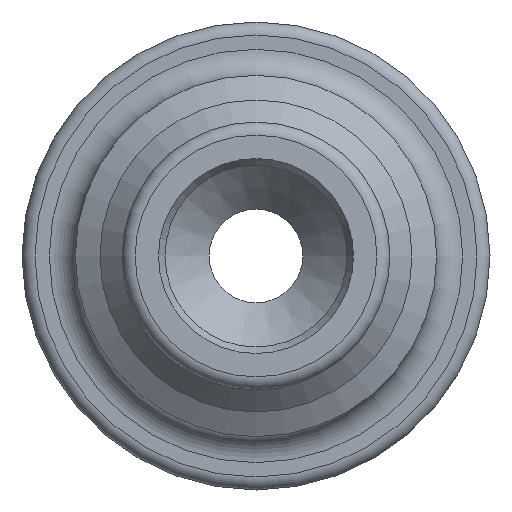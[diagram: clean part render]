
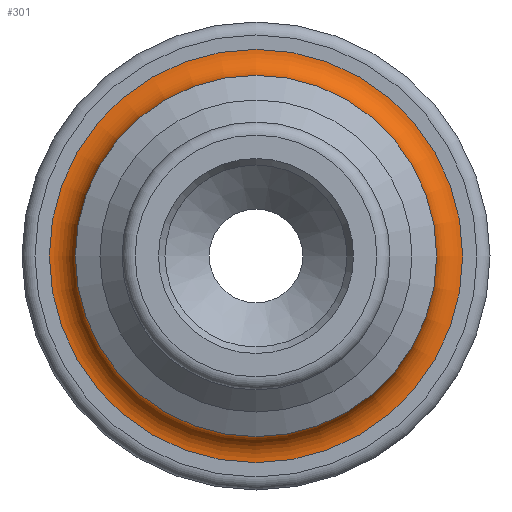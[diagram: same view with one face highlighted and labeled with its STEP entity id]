
A CAD part, left-side view. The second image highlights one B-rep face of the part: STEP entity #301.
In plain terms, the highlighted toroidal (fillet/blend) face has major radius 7.95 mm and minor radius 1 mm.
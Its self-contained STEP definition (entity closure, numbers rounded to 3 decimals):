
#21=TOROIDAL_SURFACE('',#338,7.95,1.);
#42=FACE_BOUND('',#105,.T.);
#70=FACE_OUTER_BOUND('',#104,.T.);
#104=EDGE_LOOP('',(#244));
#105=EDGE_LOOP('',(#245));
#154=CIRCLE('',#337,6.95);
#155=CIRCLE('',#339,7.95);
#182=VERTEX_POINT('',#514);
#183=VERTEX_POINT('',#517);
#210=EDGE_CURVE('',#182,#182,#154,.T.);
#211=EDGE_CURVE('',#183,#183,#155,.T.);
#244=ORIENTED_EDGE('',*,*,#210,.T.);
#245=ORIENTED_EDGE('',*,*,#211,.F.);
#301=ADVANCED_FACE('',(#70,#42),#21,.F.);
#337=AXIS2_PLACEMENT_3D('',#515,#407,#408);
#338=AXIS2_PLACEMENT_3D('',#516,#409,#410);
#339=AXIS2_PLACEMENT_3D('',#518,#411,#412);
#407=DIRECTION('center_axis',(1.,0.,0.));
#408=DIRECTION('ref_axis',(0.,0.,-1.));
#409=DIRECTION('center_axis',(1.,0.,0.));
#410=DIRECTION('ref_axis',(0.,0.,-1.));
#411=DIRECTION('center_axis',(1.,0.,0.));
#412=DIRECTION('ref_axis',(0.,0.,-1.));
#514=CARTESIAN_POINT('',(22.5,6.95,0.));
#515=CARTESIAN_POINT('Origin',(22.5,0.,0.));
#516=CARTESIAN_POINT('Origin',(22.5,0.,0.));
#517=CARTESIAN_POINT('',(23.5,7.95,0.));
#518=CARTESIAN_POINT('Origin',(23.5,0.,0.));
